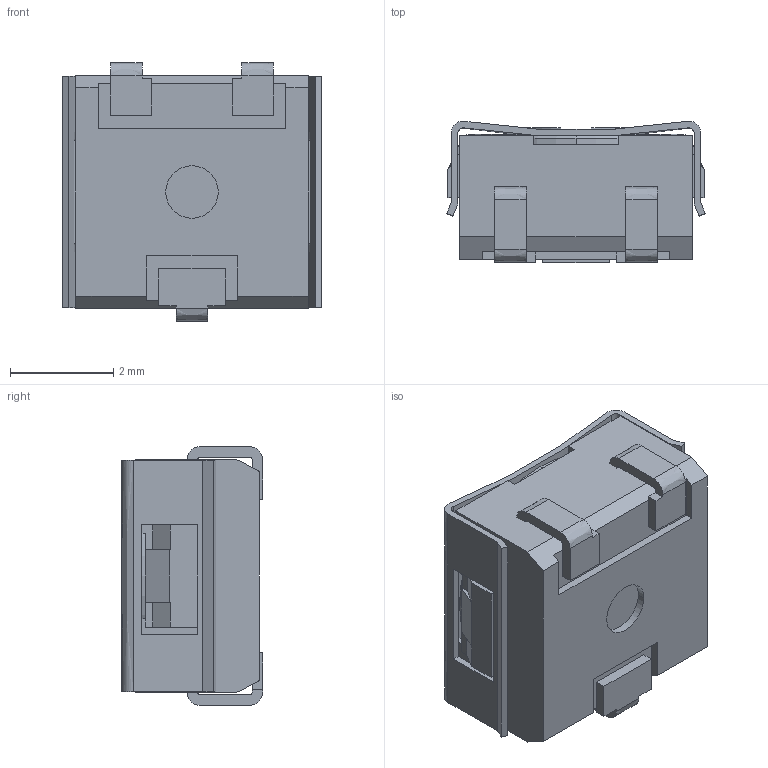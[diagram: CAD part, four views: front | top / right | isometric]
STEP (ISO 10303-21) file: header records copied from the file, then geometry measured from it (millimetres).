
FILE_DESCRIPTION((''),'2;1');
FILE_NAME('3314J_POTASSY1R1_ASM','2008-06-30T',('minhn'),('Bourns, Inc.'),'PRO/ENGINEER BY PARAMETRIC TECHNOLOGY CORPORATION, 2001200','PRO/ENGINEER BY PARAMETRIC TECHNOLOGY CORPORATION, 2001200','');
FILE_SCHEMA(('AUTOMOTIVE_DESIGN_CC2 { 1 2 10303 214 -1 1 5 2 }'));
Length unit declared in the file: inch
Products named in the file (9): 3314J_HOUSING1; 3314J_SUBST1; 3314J_TERMR1; 3314J_LDFRAME1; 3314J_SUBSTASSY1_ASM; P7814-A-ROTOR; 32317-36001_ASM; 3314J_LID1R; 3314J_POTASSY1R1_ASM
Assembly tree (8 placements, depth 3):
  3314J_POTASSY1R1_ASM
    3314J_HOUSING1
    3314J_SUBSTASSY1_ASM
      3314J_SUBST1
      3314J_TERMR1
      3314J_LDFRAME1
    32317-36001_ASM
      P7814-A-ROTOR
    3314J_LID1R
Bounding box: 5 x 2.73 x 5 mm (x, y, z)
Volume: 48.3 mm3; surface area: 311 mm2
Topology: 10 solids, 10 shells, 473 faces, 1281 edges, 849 vertices
Faces by surface type: bspline 473
Entity records: 19262 total; most frequent: CARTESIAN_POINT 6354, ORIENTED_EDGE 2562, DIRECTION 1393, EDGE_CURVE 1281, VECTOR 939, LINE 939, VERTEX_POINT 849, PRESENTATION_STYLE_ASSIGNMENT 759
